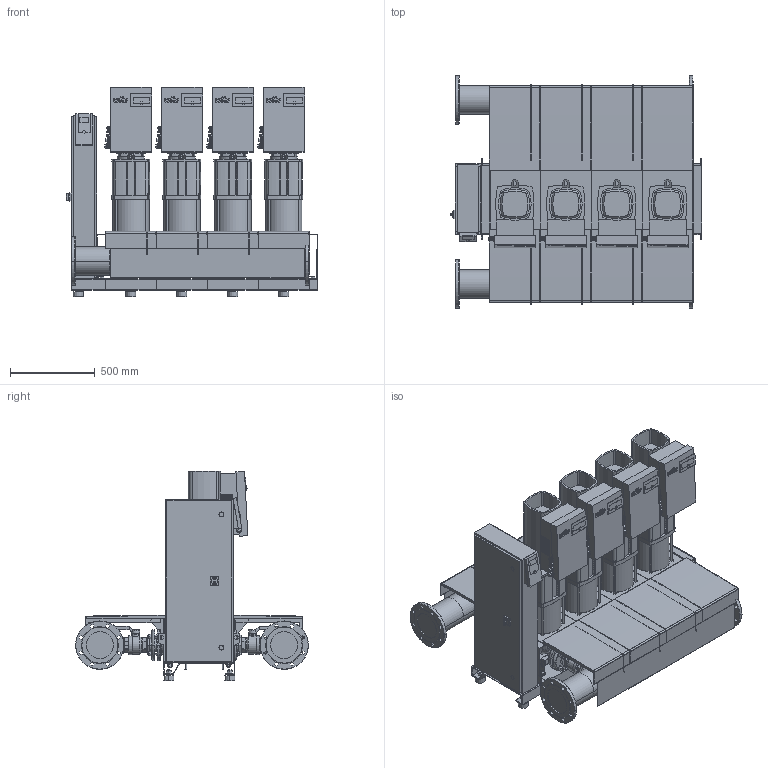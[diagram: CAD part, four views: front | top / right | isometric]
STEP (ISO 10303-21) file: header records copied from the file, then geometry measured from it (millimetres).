
FILE_DESCRIPTION((''),'2;1');
FILE_NAME('3d_SiBoostSmart4HelixEXCEL3602_2-2542648.stp','2016-08-24T10:34:45',(''),(''),'Mechanical Desktop 2009','Mechanical Desktop 2009',', , ');
FILE_SCHEMA(('CONFIG_CONTROL_DESIGN'));
Length unit declared in the file: millimetre
Products named in the file (1): Product
Bounding box: 1480 x 1370 x 1234 mm (x, y, z)
Volume: 343888392.3 mm3; surface area: 27173226 mm2
Topology: 317 solids, 317 shells, 9279 faces, 23808 edges, 15522 vertices
Faces by surface type: bspline 4437, plane 3090, cylinder 1344, torus 218, cone 186, sphere 4
Entity records: 321723 total; most frequent: CARTESIAN_POINT 104229, ORIENTED_EDGE 47576, DIRECTION 39598, EDGE_CURVE 23788, VECTOR 15936, LINE 15936, VERTEX_POINT 15522, AXIS2_PLACEMENT_3D 11831
